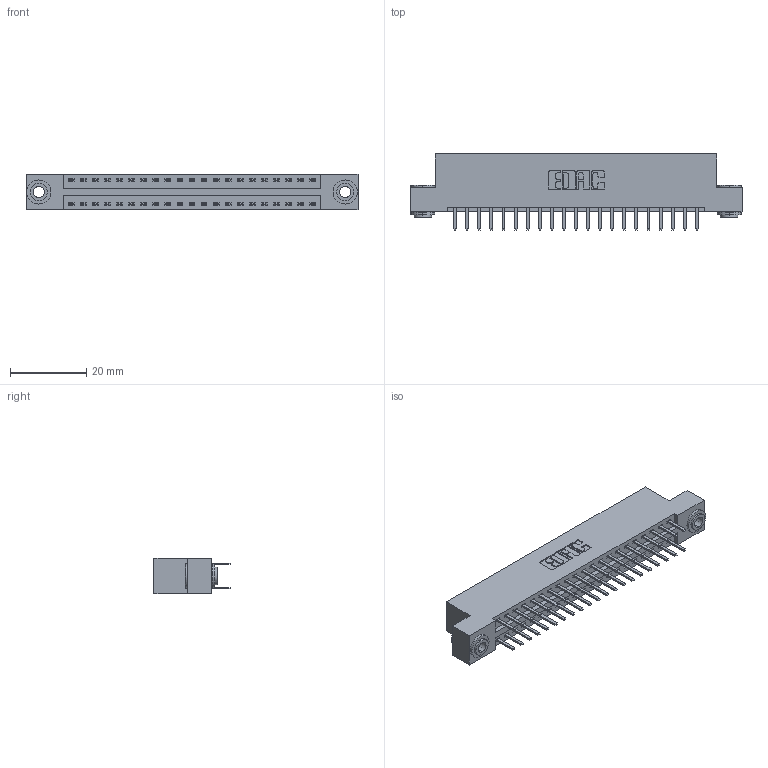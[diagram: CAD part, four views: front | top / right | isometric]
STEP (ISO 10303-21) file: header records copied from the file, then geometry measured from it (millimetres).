
FILE_DESCRIPTION (( 'STEP AP203' ), '1' );
FILE_NAME ('346-042-520-203.STEP', '2018-08-24T21:38:07', ( '' ), ( '' ), 'SwSTEP 2.0', 'SolidWorks 2016', '' );
FILE_SCHEMA (( 'CONFIG_CONTROL_DESIGN' ));
Length unit declared in the file: inch
Products named in the file (4): 346 Part_Flush Mounting Lugs - 0.156 Dia-TH; 345-292-001_345-293-120; 345-250-002_345-250-002-102; 346-042-520-203
Assembly tree (45 placements, depth 2):
  346-042-520-203
    346 Part_Flush Mounting Lugs - 0.156 Dia-TH
    345-292-001_345-293-120  x42
    345-250-002_345-250-002-102  x2
Bounding box: 87.25 x 20.02 x 9.4 mm (x, y, z)
Volume: 8345.7 mm3; surface area: 11312.6 mm2
Topology: 45 solids, 45 shells, 2512 faces, 7251 edges, 4718 vertices
Faces by surface type: plane 1640, cylinder 864, cone 8
Entity records: 17296 total; most frequent: CARTESIAN_POINT 2867, ORIENTED_EDGE 2782, DIRECTION 2597, EDGE_CURVE 1391, VECTOR 1147, LINE 1147, VERTEX_POINT 922, AXIS2_PLACEMENT_3D 725
